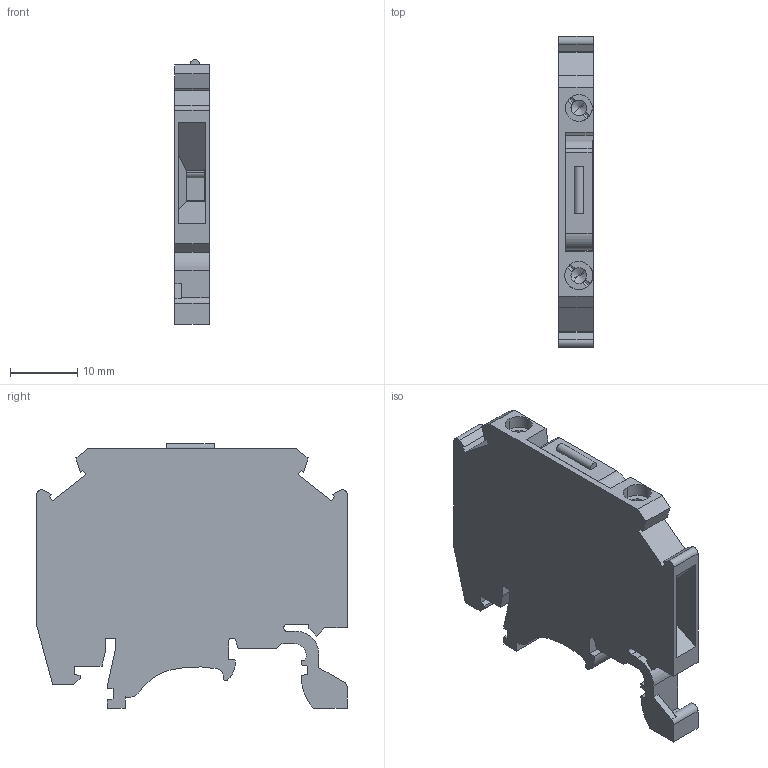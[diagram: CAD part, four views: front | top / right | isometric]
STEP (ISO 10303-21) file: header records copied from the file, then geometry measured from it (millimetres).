
FILE_DESCRIPTION(('Creo Elements/Direct Modeling STEP Export'),'2;1');
FILE_NAME('model.stp','2021-03-24T 0:21:15',(''),(''),'Creo Elements/Direct Modeling STEP processor for AP214 (Solid Model)','Creo Elements/Direct Modeling 20.1D 10-Oct-2020 (C) Parametric Technology GmbH','');
FILE_SCHEMA(('AUTOMOTIVE_DESIGN { 1 0 10303 214 1 1 1 1 }'));
Length unit declared in the file: millimetre
Products named in the file (2): MTK_P_P_select
Assembly tree (1 placements, depth 2):
  MTK_P_P_select
    MTK_P_P_select
Bounding box: 5.15 x 46.35 x 39.5 mm (x, y, z)
Volume: 6225.6 mm3; surface area: 5114.3 mm2
Topology: 1 solids, 1 shells, 199 faces, 564 edges, 370 vertices
Faces by surface type: plane 154, cylinder 41, cone 4
Entity records: 8675 total; most frequent: CARTESIAN_POINT 1929, ORIENTED_EDGE 1120, DIRECTION 976, EDGE_CURVE 560, VECTOR 466, LINE 466, VERTEX_POINT 370, AXIS2_PLACEMENT_3D 255
